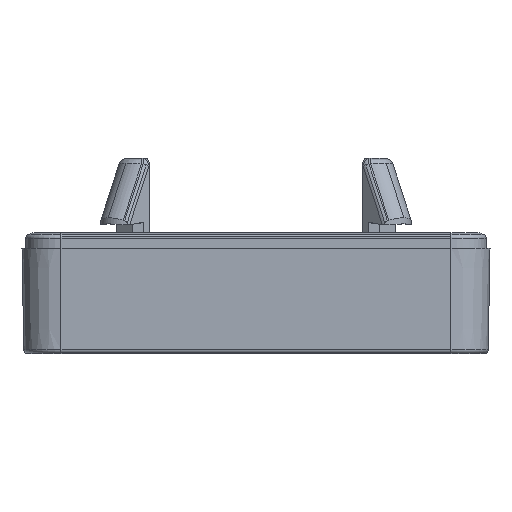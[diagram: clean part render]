
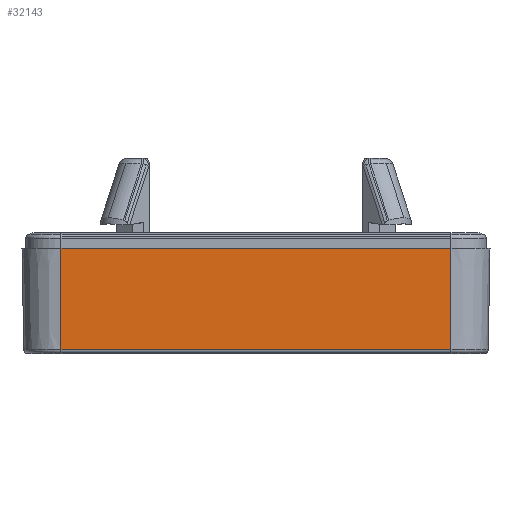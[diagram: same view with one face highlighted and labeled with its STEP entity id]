
A CAD part, left-side view. The second image highlights one B-rep face of the part: STEP entity #32143.
In plain terms, the highlighted planar face has unit normal (-1, 0, -0.018).
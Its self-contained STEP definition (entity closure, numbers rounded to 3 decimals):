
#4835 = PLANE ( 'NONE',  #59698 ) ;
#5240 = ORIENTED_EDGE ( 'NONE', *, *, #94707, .T. ) ;
#7109 = LINE ( 'NONE', #87853, #75064 ) ;
#11180 = FACE_OUTER_BOUND ( 'NONE', #79247, .T. ) ;
#11658 = CARTESIAN_POINT ( 'NONE',  ( -74., 25., 0. ) ) ;
#12926 = VECTOR ( 'NONE', #78959, 1000. ) ;
#15198 = DIRECTION ( 'NONE',  ( 0.017, 0., -1. ) ) ;
#18944 = VERTEX_POINT ( 'NONE', #86578 ) ;
#19302 = LINE ( 'NONE', #49123, #12926 ) ;
#20434 = LINE ( 'NONE', #79608, #26882 ) ;
#25416 = DIRECTION ( 'NONE',  ( 0., -1., 0. ) ) ;
#26882 = VECTOR ( 'NONE', #41938, 1000. ) ;
#29021 = CARTESIAN_POINT ( 'NONE',  ( -73.773, 25., -13.009 ) ) ;
#32143 = ADVANCED_FACE ( 'NONE', ( #11180 ), #4835, .F. ) ;
#32589 = CARTESIAN_POINT ( 'NONE',  ( -74., 25., 0. ) ) ;
#33502 = VERTEX_POINT ( 'NONE', #93014 ) ;
#36960 = DIRECTION ( 'NONE',  ( 0., -1., 0. ) ) ;
#41938 = DIRECTION ( 'NONE',  ( 0.017, 0., -1. ) ) ;
#49123 = CARTESIAN_POINT ( 'NONE',  ( -73.773, -25., -13.009 ) ) ;
#54376 = ORIENTED_EDGE ( 'NONE', *, *, #95426, .F. ) ;
#56204 = DIRECTION ( 'NONE',  ( 1., 0., 0.017 ) ) ;
#56413 = ORIENTED_EDGE ( 'NONE', *, *, #77509, .F. ) ;
#56886 = VERTEX_POINT ( 'NONE', #29021 ) ;
#59698 = AXIS2_PLACEMENT_3D ( 'NONE', #11658, #56204, #25416 ) ;
#59998 = VERTEX_POINT ( 'NONE', #32589 ) ;
#67637 = EDGE_CURVE ( 'NONE', #33502, #56886, #19302, .T. ) ;
#68030 = CARTESIAN_POINT ( 'NONE',  ( -74., 25., 0. ) ) ;
#75064 = VECTOR ( 'NONE', #36960, 1000. ) ;
#77509 = EDGE_CURVE ( 'NONE', #59998, #18944, #7109, .T. ) ;
#78959 = DIRECTION ( 'NONE',  ( 0., 1., 0. ) ) ;
#79247 = EDGE_LOOP ( 'NONE', ( #91720, #54376, #56413, #5240 ) ) ;
#79608 = CARTESIAN_POINT ( 'NONE',  ( -74., -25., 0. ) ) ;
#86578 = CARTESIAN_POINT ( 'NONE',  ( -74., -25., 0. ) ) ;
#87853 = CARTESIAN_POINT ( 'NONE',  ( -74., 25., 0. ) ) ;
#90848 = VECTOR ( 'NONE', #15198, 1000. ) ;
#91720 = ORIENTED_EDGE ( 'NONE', *, *, #67637, .F. ) ;
#93014 = CARTESIAN_POINT ( 'NONE',  ( -73.773, -25., -13.009 ) ) ;
#94707 = EDGE_CURVE ( 'NONE', #59998, #56886, #95963, .T. ) ;
#95426 = EDGE_CURVE ( 'NONE', #18944, #33502, #20434, .T. ) ;
#95963 = LINE ( 'NONE', #68030, #90848 ) ;
